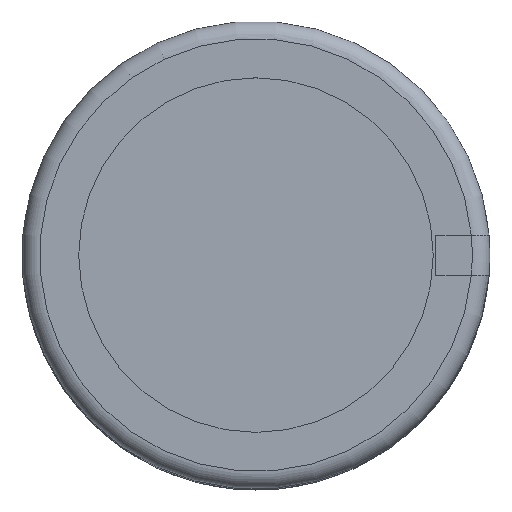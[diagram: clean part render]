
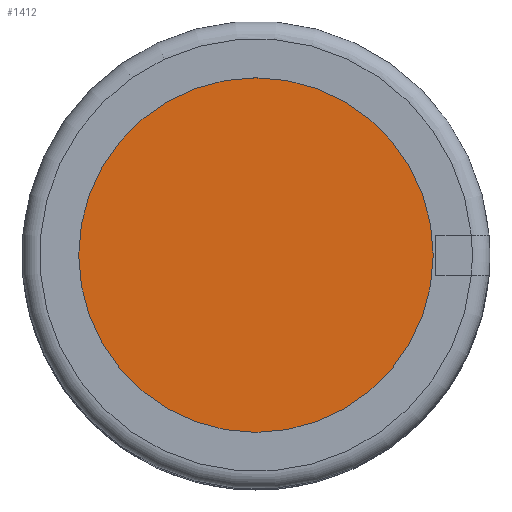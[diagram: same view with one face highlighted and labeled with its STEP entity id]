
A CAD part, top view. The second image highlights one B-rep face of the part: STEP entity #1412.
In plain terms, the highlighted planar face has unit normal (0, 0, 1).
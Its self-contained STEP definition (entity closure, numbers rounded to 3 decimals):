
#61=CIRCLE($,#1535,10.);
#143=FACE_OUTER_BOUND($,#241,.T.);
#241=EDGE_LOOP($,(#1005));
#622=VERTEX_POINT($,#2144);
#768=EDGE_CURVE($,#622,#622,#61,.T.);
#1005=ORIENTED_EDGE($,*,*,#768,.T.);
#1335=PLANE($,#1536);
#1412=ADVANCED_FACE($,(#143),#1335,.T.);
#1535=AXIS2_PLACEMENT_3D($,#2145,#1736,#1737);
#1536=AXIS2_PLACEMENT_3D($,#2146,#1738,#1739);
#1736=DIRECTION('center_axis',(0.,0.,1.));
#1737=DIRECTION('ref_axis',(-1.,0.,0.));
#1738=DIRECTION('center_axis',(0.,0.,1.));
#1739=DIRECTION('ref_axis',(1.,0.,0.));
#2144=CARTESIAN_POINT('',(10.,0.,37.));
#2145=CARTESIAN_POINT('Origin',(0.,0.,37.));
#2146=CARTESIAN_POINT('Origin',(0.,0.,
37.));
